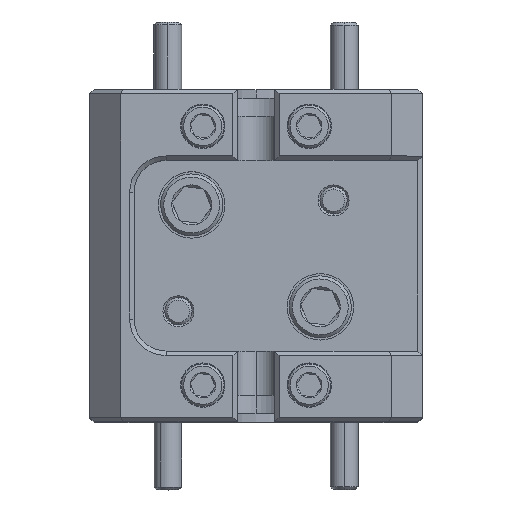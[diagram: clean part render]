
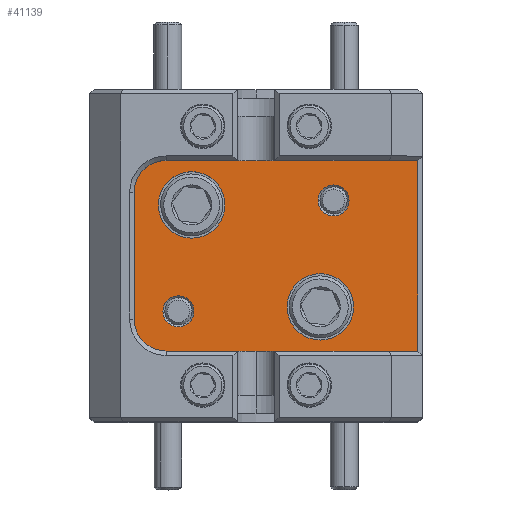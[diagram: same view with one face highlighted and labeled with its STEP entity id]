
A CAD part, top view. The second image highlights one B-rep face of the part: STEP entity #41139.
In plain terms, the highlighted planar face has unit normal (0, 0, 1).
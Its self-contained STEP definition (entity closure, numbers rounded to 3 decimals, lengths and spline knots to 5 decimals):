
#47 = AXIS2_PLACEMENT_3D ( 'NONE', #39824, #43878, #29061 ) ;
#278 = FACE_BOUND ( 'NONE', #21641, .T. ) ;
#832 = EDGE_CURVE ( 'NONE', #29615, #2315, #6364, .T. ) ;
#1570 = CIRCLE ( 'NONE', #47, 0.075 ) ;
#1616 = CARTESIAN_POINT ( 'NONE',  ( -1.96843, -0.04054, 1.18679 ) ) ;
#1637 = CARTESIAN_POINT ( 'NONE',  ( -1.53843, -0.03054, 1.18679 ) ) ;
#1844 = EDGE_LOOP ( 'NONE', ( #24506, #9069 ) ) ;
#2048 = CIRCLE ( 'NONE', #27336, 0.075 ) ;
#2315 = VERTEX_POINT ( 'NONE', #1637 ) ;
#3795 = EDGE_CURVE ( 'NONE', #11588, #9523, #36102, .T. ) ;
#4090 = DIRECTION ( 'NONE',  ( -1., 0., 0. ) ) ;
#4925 = CARTESIAN_POINT ( 'NONE',  ( -1.92343, -0.28054, 1.18679 ) ) ;
#5354 = CARTESIAN_POINT ( 'NONE',  ( -2.02343, -0.01269, 1.18679 ) ) ;
#5385 = ORIENTED_EDGE ( 'NONE', *, *, #46416, .F. ) ;
#6109 = AXIS2_PLACEMENT_3D ( 'NONE', #40562, #25278, #22394 ) ;
#6206 = DIRECTION ( 'NONE',  ( -1., 0., 0. ) ) ;
#6364 = CIRCLE ( 'NONE', #38475, 0.035 ) ;
#6455 = DIRECTION ( 'NONE',  ( 0., 1., 0. ) ) ;
#6474 = CARTESIAN_POINT ( 'NONE',  ( -1.88843, -0.28054, 1.18679 ) ) ;
#8285 = ORIENTED_EDGE ( 'NONE', *, *, #3795, .F. ) ;
#8837 = AXIS2_PLACEMENT_3D ( 'NONE', #14236, #38385, #37698 ) ;
#9064 = VECTOR ( 'NONE', #6455, 39.37008 ) ;
#9069 = ORIENTED_EDGE ( 'NONE', *, *, #832, .F. ) ;
#9135 = CARTESIAN_POINT ( 'NONE',  ( -1.60843, -0.03054, 1.18679 ) ) ;
#9523 = VERTEX_POINT ( 'NONE', #6474 ) ;
#9680 = ORIENTED_EDGE ( 'NONE', *, *, #13773, .T. ) ;
#10168 = DIRECTION ( 'NONE',  ( 0., 0., 1. ) ) ;
#10969 = CARTESIAN_POINT ( 'NONE',  ( -1.95128, -0.37054, 1.18679 ) ) ;
#11239 = EDGE_LOOP ( 'NONE', ( #26386, #9680, #14544, #22211, #23045, #14685 ) ) ;
#11454 = CARTESIAN_POINT ( 'NONE',  ( -1.67843, -0.27054, 1.18679 ) ) ;
#11489 = EDGE_LOOP ( 'NONE', ( #5385, #8285 ) ) ;
#11588 = VERTEX_POINT ( 'NONE', #45038 ) ;
#12040 = CARTESIAN_POINT ( 'NONE',  ( -1.57343, -0.03054, 1.18679 ) ) ;
#12067 = ORIENTED_EDGE ( 'NONE', *, *, #45186, .F. ) ;
#12896 = CARTESIAN_POINT ( 'NONE',  ( -1.81843, -0.04054, 1.18679 ) ) ;
#13773 = EDGE_CURVE ( 'NONE', #33735, #16759, #17693, .T. ) ;
#14236 = CARTESIAN_POINT ( 'NONE',  ( -1.92343, -0.28054, 1.18679 ) ) ;
#14544 = ORIENTED_EDGE ( 'NONE', *, *, #33645, .T. ) ;
#14685 = ORIENTED_EDGE ( 'NONE', *, *, #28339, .T. ) ;
#14841 = FACE_BOUND ( 'NONE', #29916, .T. ) ;
#14846 = DIRECTION ( 'NONE',  ( 1., 0., 0. ) ) ;
#15088 = CARTESIAN_POINT ( 'NONE',  ( -1.57343, -0.03054, 1.18679 ) ) ;
#16759 = VERTEX_POINT ( 'NONE', #24530 ) ;
#16783 = DIRECTION ( 'NONE',  ( 0., 0., 1. ) ) ;
#17251 = CIRCLE ( 'NONE', #43201, 0.075 ) ;
#17297 = DIRECTION ( 'NONE',  ( -1., 0., 0. ) ) ;
#17693 = LINE ( 'NONE', #39003, #9064 ) ;
#18008 = CARTESIAN_POINT ( 'NONE',  ( -1.95128, 0.05946, 1.18679 ) ) ;
#18223 = DIRECTION ( 'NONE',  ( 0., 0., 1. ) ) ;
#19288 = CIRCLE ( 'NONE', #38398, 0.07215 ) ;
#19926 = DIRECTION ( 'NONE',  ( 1., 0., 0. ) ) ;
#20035 = CIRCLE ( 'NONE', #45993, 0.035 ) ;
#20065 = VERTEX_POINT ( 'NONE', #45127 ) ;
#20633 = DIRECTION ( 'NONE',  ( 0., -1., 0. ) ) ;
#21441 = DIRECTION ( 'NONE',  ( 1., 0., 0. ) ) ;
#21641 = EDGE_LOOP ( 'NONE', ( #42389, #44363 ) ) ;
#21755 = CARTESIAN_POINT ( 'NONE',  ( -2.02343, -0.01269, 1.18679 ) ) ;
#22037 = DIRECTION ( 'NONE',  ( 1., 0., 0. ) ) ;
#22053 = FACE_BOUND ( 'NONE', #11489, .T. ) ;
#22211 = ORIENTED_EDGE ( 'NONE', *, *, #27835, .T. ) ;
#22292 = CARTESIAN_POINT ( 'NONE',  ( -1.95128, -0.2984, 1.18679 ) ) ;
#22394 = DIRECTION ( 'NONE',  ( 1., 0., 0. ) ) ;
#22537 = DIRECTION ( 'NONE',  ( 1., 0., 0. ) ) ;
#23045 = ORIENTED_EDGE ( 'NONE', *, *, #47063, .T. ) ;
#23195 = CARTESIAN_POINT ( 'NONE',  ( -1.52843, -0.27054, 1.18679 ) ) ;
#24408 = CARTESIAN_POINT ( 'NONE',  ( -1.95128, -0.2984, 1.18679 ) ) ;
#24506 = ORIENTED_EDGE ( 'NONE', *, *, #26797, .F. ) ;
#24530 = CARTESIAN_POINT ( 'NONE',  ( -1.38343, 0.05946, 1.18679 ) ) ;
#25216 = LINE ( 'NONE', #18008, #37263 ) ;
#25232 = CIRCLE ( 'NONE', #6109, 0.075 ) ;
#25278 = DIRECTION ( 'NONE',  ( 0., 0., 1. ) ) ;
#25893 = FACE_OUTER_BOUND ( 'NONE', #11239, .T. ) ;
#25897 = CARTESIAN_POINT ( 'NONE',  ( -1.95128, -0.37054, 1.18679 ) ) ;
#25939 = CARTESIAN_POINT ( 'NONE',  ( -1.38343, -0.37054, 1.18679 ) ) ;
#26240 = AXIS2_PLACEMENT_3D ( 'NONE', #24408, #43036, #6206 ) ;
#26386 = ORIENTED_EDGE ( 'NONE', *, *, #28156, .T. ) ;
#26797 = EDGE_CURVE ( 'NONE', #2315, #29615, #20035, .T. ) ;
#27336 = AXIS2_PLACEMENT_3D ( 'NONE', #43175, #10168, #21441 ) ;
#27835 = EDGE_CURVE ( 'NONE', #40675, #38779, #19288, .T. ) ;
#28156 = EDGE_CURVE ( 'NONE', #35571, #33735, #32833, .T. ) ;
#28339 = EDGE_CURVE ( 'NONE', #20065, #35571, #39179, .T. ) ;
#29061 = DIRECTION ( 'NONE',  ( 1., 0., 0. ) ) ;
#29197 = AXIS2_PLACEMENT_3D ( 'NONE', #4925, #41538, #33450 ) ;
#29287 = CARTESIAN_POINT ( 'NONE',  ( -1.95128, -0.01269, 1.18679 ) ) ;
#29615 = VERTEX_POINT ( 'NONE', #9135 ) ;
#29916 = EDGE_LOOP ( 'NONE', ( #38500, #12067 ) ) ;
#30361 = VERTEX_POINT ( 'NONE', #23195 ) ;
#31659 = VERTEX_POINT ( 'NONE', #1616 ) ;
#32774 = LINE ( 'NONE', #21755, #34109 ) ;
#32833 = LINE ( 'NONE', #25897, #45309 ) ;
#32890 = CARTESIAN_POINT ( 'NONE',  ( -1.95128, 0.05946, 1.18679 ) ) ;
#33450 = DIRECTION ( 'NONE',  ( 1., 0., 0. ) ) ;
#33608 = DIRECTION ( 'NONE',  ( 0., 0., 1. ) ) ;
#33645 = EDGE_CURVE ( 'NONE', #16759, #40675, #25216, .T. ) ;
#33735 = VERTEX_POINT ( 'NONE', #25939 ) ;
#34109 = VECTOR ( 'NONE', #20633, 39.37008 ) ;
#35571 = VERTEX_POINT ( 'NONE', #10969 ) ;
#36102 = CIRCLE ( 'NONE', #29197, 0.035 ) ;
#36652 = FACE_BOUND ( 'NONE', #1844, .T. ) ;
#36880 = DIRECTION ( 'NONE',  ( 0., 0., 1. ) ) ;
#36894 = DIRECTION ( 'NONE',  ( 0., 0., -1. ) ) ;
#37263 = VECTOR ( 'NONE', #17297, 39.37008 ) ;
#37426 = EDGE_CURVE ( 'NONE', #39225, #31659, #17251, .T. ) ;
#37698 = DIRECTION ( 'NONE',  ( 1., 0., 0. ) ) ;
#38385 = DIRECTION ( 'NONE',  ( 0., 0., 1. ) ) ;
#38398 = AXIS2_PLACEMENT_3D ( 'NONE', #29287, #33608, #44589 ) ;
#38475 = AXIS2_PLACEMENT_3D ( 'NONE', #15088, #18223, #22537 ) ;
#38500 = ORIENTED_EDGE ( 'NONE', *, *, #39704, .F. ) ;
#38664 = CIRCLE ( 'NONE', #8837, 0.035 ) ;
#38779 = VERTEX_POINT ( 'NONE', #5354 ) ;
#39003 = CARTESIAN_POINT ( 'NONE',  ( -1.38343, -0.2984, 1.18679 ) ) ;
#39179 = CIRCLE ( 'NONE', #26240, 0.07215 ) ;
#39225 = VERTEX_POINT ( 'NONE', #12896 ) ;
#39704 = EDGE_CURVE ( 'NONE', #30361, #45868, #2048, .T. ) ;
#39753 = AXIS2_PLACEMENT_3D ( 'NONE', #22292, #36894, #4090 ) ;
#39824 = CARTESIAN_POINT ( 'NONE',  ( -1.89343, -0.04054, 1.18679 ) ) ;
#40462 = PLANE ( 'NONE',  #39753 ) ;
#40562 = CARTESIAN_POINT ( 'NONE',  ( -1.60343, -0.27054, 1.18679 ) ) ;
#40675 = VERTEX_POINT ( 'NONE', #32890 ) ;
#40910 = CARTESIAN_POINT ( 'NONE',  ( -1.89343, -0.04054, 1.18679 ) ) ;
#41139 = ADVANCED_FACE ( 'NONE', ( #22053, #36652, #278, #14841, #25893 ), #40462, .F. ) ;
#41387 = EDGE_CURVE ( 'NONE', #31659, #39225, #1570, .T. ) ;
#41538 = DIRECTION ( 'NONE',  ( 0., 0., 1. ) ) ;
#42389 = ORIENTED_EDGE ( 'NONE', *, *, #37426, .F. ) ;
#43036 = DIRECTION ( 'NONE',  ( 0., 0., 1. ) ) ;
#43175 = CARTESIAN_POINT ( 'NONE',  ( -1.60343, -0.27054, 1.18679 ) ) ;
#43201 = AXIS2_PLACEMENT_3D ( 'NONE', #40910, #36880, #22037 ) ;
#43878 = DIRECTION ( 'NONE',  ( 0., 0., 1. ) ) ;
#44363 = ORIENTED_EDGE ( 'NONE', *, *, #41387, .F. ) ;
#44589 = DIRECTION ( 'NONE',  ( -1., 0., 0. ) ) ;
#45038 = CARTESIAN_POINT ( 'NONE',  ( -1.95843, -0.28054, 1.18679 ) ) ;
#45127 = CARTESIAN_POINT ( 'NONE',  ( -2.02343, -0.2984, 1.18679 ) ) ;
#45186 = EDGE_CURVE ( 'NONE', #45868, #30361, #25232, .T. ) ;
#45309 = VECTOR ( 'NONE', #14846, 39.37008 ) ;
#45868 = VERTEX_POINT ( 'NONE', #11454 ) ;
#45993 = AXIS2_PLACEMENT_3D ( 'NONE', #12040, #16783, #19926 ) ;
#46416 = EDGE_CURVE ( 'NONE', #9523, #11588, #38664, .T. ) ;
#47063 = EDGE_CURVE ( 'NONE', #38779, #20065, #32774, .T. ) ;
